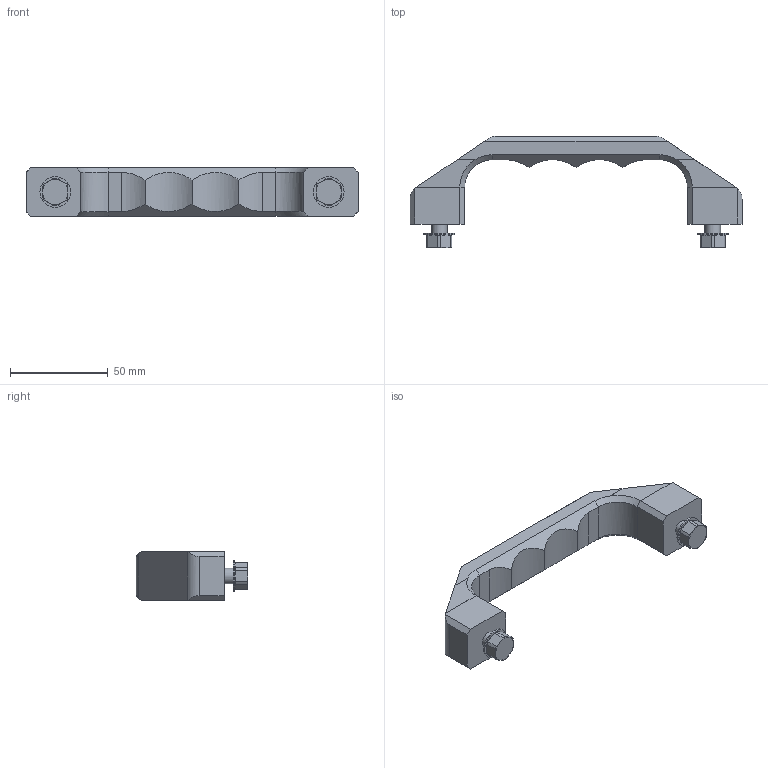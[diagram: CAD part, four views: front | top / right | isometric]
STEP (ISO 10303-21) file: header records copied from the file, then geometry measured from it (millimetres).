
FILE_DESCRIPTION( ( 'STEP AP214' ), '1' );
FILE_NAME( 'K0198.140082.stp', '2020-11-26T11:49:02', ( '' ), ( '' ), ' ', 'PARTsolutions', ' ' );
FILE_SCHEMA( ( 'AUTOMOTIVE_DESIGN { 1 0 10303 214 1 1 1 1 }' ) );
Length unit declared in the file: millimetre
Products named in the file (1): _K0198.140082
Bounding box: 169.99 x 56.98 x 25.02 mm (x, y, z)
Volume: 71934.3 mm3; surface area: 17408.5 mm2
Topology: 1 solids, 1 shells, 115 faces, 291 edges, 184 vertices
Faces by surface type: plane 61, cone 28, cylinder 26
Full cylindrical faces by diameter (mm): 8 x2, 15.7 x2
Entity records: 4470 total; most frequent: CARTESIAN_POINT 830, ORIENTED_EDGE 572, DIRECTION 550, EDGE_CURVE 286, AXIS2_PLACEMENT_3D 207, VERTEX_POINT 183, LINE 136, VECTOR 136
